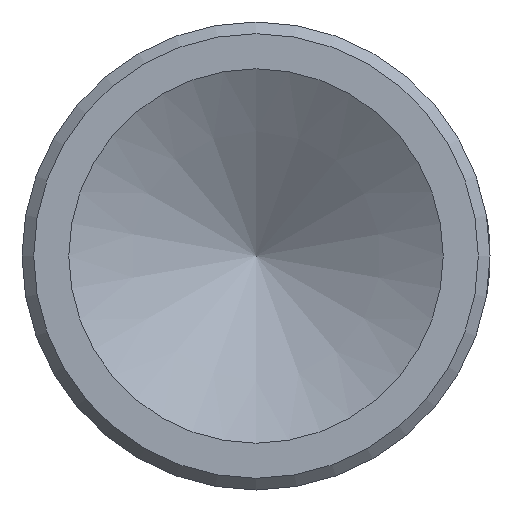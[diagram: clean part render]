
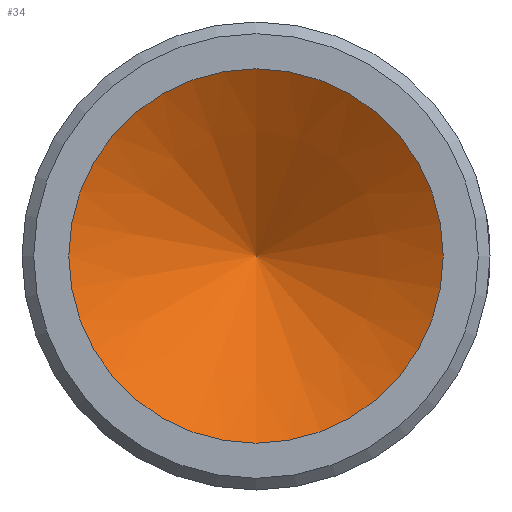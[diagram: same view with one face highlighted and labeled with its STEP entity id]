
A CAD part, front view. The second image highlights one B-rep face of the part: STEP entity #34.
In plain terms, the highlighted conical face has half-angle 59 degrees and reference radius 8 mm.
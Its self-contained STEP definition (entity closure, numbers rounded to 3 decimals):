
#34=ADVANCED_FACE('',(#71,#72),#73,.F.);
#71=FACE_OUTER_BOUND('',#119,.T.);
#72=FACE_BOUND('',#120,.T.);
#73=CONICAL_SURFACE('',#121,8.0,1.03);
#119=EDGE_LOOP('',(#161));
#120=VERTEX_LOOP('',#162);
#121=AXIS2_PLACEMENT_3D('',#163,#164,#165);
#161=ORIENTED_EDGE('',*,*,#230,.F.);
#162=VERTEX_POINT('',#231);
#163=CARTESIAN_POINT('',(0.0,-58.0,0.));
#164=DIRECTION('',(-0.0,-1.0,0.0));
#165=DIRECTION('',(0.0,0.0,1.0));
#230=EDGE_CURVE('',#255,#255,#256,.T.);
#231=CARTESIAN_POINT('',(0.0,-53.193,0.));
#255=VERTEX_POINT('',#291);
#256=CIRCLE('',#292,8.0);
#291=CARTESIAN_POINT('',(0.0,-58.0,8.0));
#292=AXIS2_PLACEMENT_3D('',#428,#429,#430);
#428=CARTESIAN_POINT('',(0.0,-58.0,0.));
#429=DIRECTION('',(0.0,1.0,0.0));
#430=DIRECTION('',(0.0,0.0,1.0));
